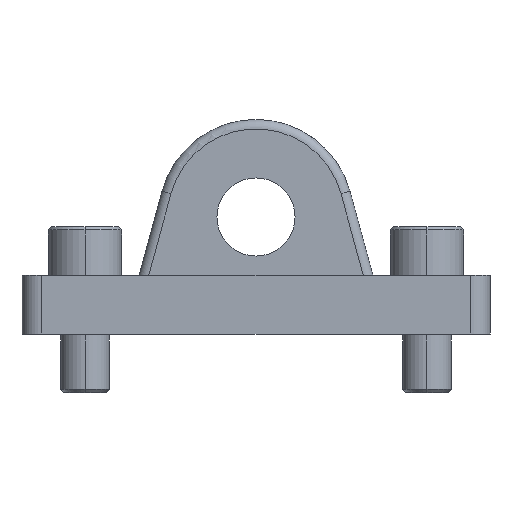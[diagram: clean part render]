
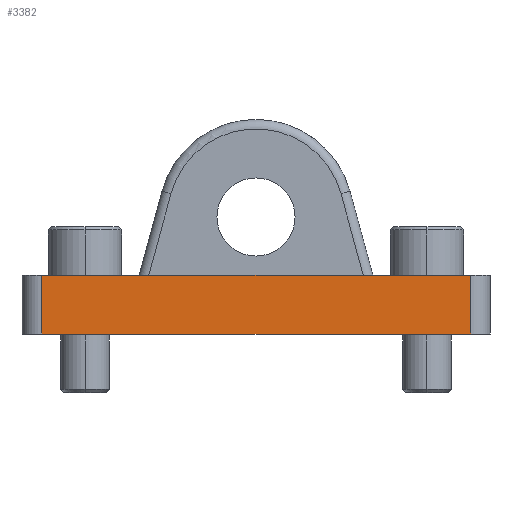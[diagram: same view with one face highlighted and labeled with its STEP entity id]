
A CAD part, left-side view. The second image highlights one B-rep face of the part: STEP entity #3382.
In plain terms, the highlighted planar face has unit normal (-1, 0, 0).
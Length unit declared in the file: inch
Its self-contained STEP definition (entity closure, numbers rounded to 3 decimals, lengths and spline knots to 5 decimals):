
#51 = VECTOR ( 'NONE', #1032, 39.37008 ) ;
#59 = CARTESIAN_POINT ( 'NONE',  ( -1.5, -1.5, 0.375 ) ) ;
#97 = DIRECTION ( 'NONE',  ( 0., -1., 0. ) ) ;
#185 = DIRECTION ( 'NONE',  ( 0., 0., -1. ) ) ;
#221 = VECTOR ( 'NONE', #185, 39.37008 ) ;
#339 = CARTESIAN_POINT ( 'NONE',  ( -1.5, -1.5, 0.375 ) ) ;
#590 = DIRECTION ( 'NONE',  ( 0., 0., -1. ) ) ;
#809 = DIRECTION ( 'NONE',  ( 0., -1., 0. ) ) ;
#820 = ORIENTED_EDGE ( 'NONE', *, *, #2830, .T. ) ;
#1032 = DIRECTION ( 'NONE',  ( 0., 0., 1. ) ) ;
#1142 = AXIS2_PLACEMENT_3D ( 'NONE', #339, #2022, #590 ) ;
#1157 = VERTEX_POINT ( 'NONE', #1977 ) ;
#1364 = FACE_OUTER_BOUND ( 'NONE', #1936, .T. ) ;
#1368 = VERTEX_POINT ( 'NONE', #2534 ) ;
#1578 = EDGE_CURVE ( 'NONE', #3034, #1157, #2841, .T. ) ;
#1661 = CARTESIAN_POINT ( 'NONE',  ( -1.5, -1.375, 0.375 ) ) ;
#1688 = CARTESIAN_POINT ( 'NONE',  ( -1.5, -1.5, 0. ) ) ;
#1761 = LINE ( 'NONE', #59, #2094 ) ;
#1790 = VECTOR ( 'NONE', #809, 39.37008 ) ;
#1936 = EDGE_LOOP ( 'NONE', ( #3093, #2221, #1960, #820 ) ) ;
#1943 = LINE ( 'NONE', #2975, #221 ) ;
#1960 = ORIENTED_EDGE ( 'NONE', *, *, #2673, .F. ) ;
#1977 = CARTESIAN_POINT ( 'NONE',  ( -1.5, -1.375, 0. ) ) ;
#2022 = DIRECTION ( 'NONE',  ( 1., 0., 0. ) ) ;
#2094 = VECTOR ( 'NONE', #97, 39.37008 ) ;
#2221 = ORIENTED_EDGE ( 'NONE', *, *, #2857, .T. ) ;
#2534 = CARTESIAN_POINT ( 'NONE',  ( -1.5, -1.375, 0.375 ) ) ;
#2594 = PLANE ( 'NONE',  #1142 ) ;
#2673 = EDGE_CURVE ( 'NONE', #2735, #1368, #1761, .T. ) ;
#2735 = VERTEX_POINT ( 'NONE', #3047 ) ;
#2830 = EDGE_CURVE ( 'NONE', #2735, #3034, #1943, .T. ) ;
#2841 = LINE ( 'NONE', #1688, #1790 ) ;
#2857 = EDGE_CURVE ( 'NONE', #1157, #1368, #3229, .T. ) ;
#2975 = CARTESIAN_POINT ( 'NONE',  ( -1.5, 1.375, 0.375 ) ) ;
#3034 = VERTEX_POINT ( 'NONE', #3384 ) ;
#3047 = CARTESIAN_POINT ( 'NONE',  ( -1.5, 1.375, 0.375 ) ) ;
#3093 = ORIENTED_EDGE ( 'NONE', *, *, #1578, .T. ) ;
#3229 = LINE ( 'NONE', #1661, #51 ) ;
#3382 = ADVANCED_FACE ( 'NONE', ( #1364 ), #2594, .F. ) ;
#3384 = CARTESIAN_POINT ( 'NONE',  ( -1.5, 1.375, 0. ) ) ;
